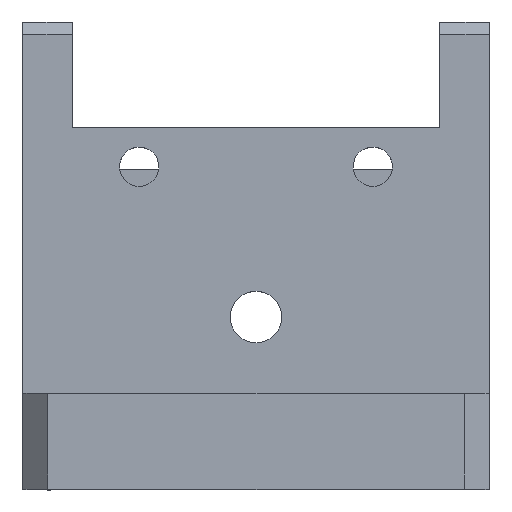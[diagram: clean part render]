
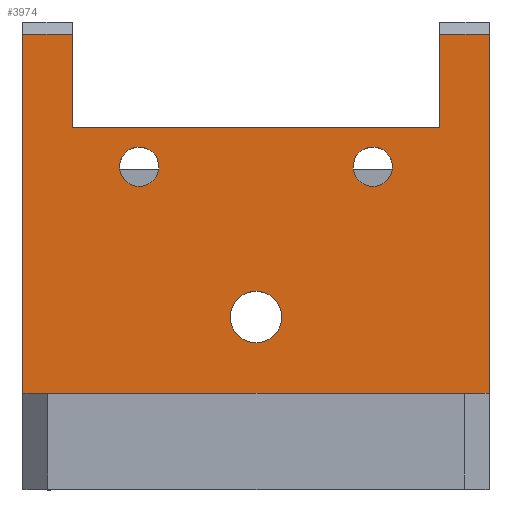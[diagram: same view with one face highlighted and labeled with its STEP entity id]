
A CAD part, top view. The second image highlights one B-rep face of the part: STEP entity #3974.
In plain terms, the highlighted planar face has unit normal (0, 0, 1).
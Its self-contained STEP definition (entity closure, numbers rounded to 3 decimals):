
#211=CIRCLE('',#4229,2.1);
#212=CIRCLE('',#4230,1.6);
#213=CIRCLE('',#4231,1.6);
#435=ORIENTED_EDGE('',*,*,#1609,.T.);
#436=ORIENTED_EDGE('',*,*,#1597,.F.);
#437=ORIENTED_EDGE('',*,*,#1610,.T.);
#438=ORIENTED_EDGE('',*,*,#1611,.T.);
#439=ORIENTED_EDGE('',*,*,#1612,.T.);
#440=ORIENTED_EDGE('',*,*,#1613,.T.);
#441=ORIENTED_EDGE('',*,*,#1614,.T.);
#442=ORIENTED_EDGE('',*,*,#1615,.F.);
#443=ORIENTED_EDGE('',*,*,#1616,.F.);
#444=ORIENTED_EDGE('',*,*,#1617,.F.);
#445=ORIENTED_EDGE('',*,*,#1618,.F.);
#1597=EDGE_CURVE('',#2179,#2180,#2523,.F.);
#1609=EDGE_CURVE('',#2190,#2180,#2535,.T.);
#1610=EDGE_CURVE('',#2179,#2191,#2536,.T.);
#1611=EDGE_CURVE('',#2191,#2192,#2537,.F.);
#1612=EDGE_CURVE('',#2192,#2193,#2538,.T.);
#1613=EDGE_CURVE('',#2193,#2194,#2539,.T.);
#1614=EDGE_CURVE('',#2194,#2195,#2540,.T.);
#1615=EDGE_CURVE('',#2190,#2195,#2541,.T.);
#1616=EDGE_CURVE('',#2196,#2196,#211,.F.);
#1617=EDGE_CURVE('',#2197,#2197,#212,.T.);
#1618=EDGE_CURVE('',#2198,#2198,#213,.T.);
#2179=VERTEX_POINT('',#6173);
#2180=VERTEX_POINT('',#6175);
#2190=VERTEX_POINT('',#6198);
#2191=VERTEX_POINT('',#6200);
#2192=VERTEX_POINT('',#6202);
#2193=VERTEX_POINT('',#6204);
#2194=VERTEX_POINT('',#6206);
#2195=VERTEX_POINT('',#6208);
#2196=VERTEX_POINT('',#6211);
#2197=VERTEX_POINT('',#6213);
#2198=VERTEX_POINT('',#6215);
#2523=LINE('',#6174,#2925);
#2535=LINE('',#6197,#2937);
#2536=LINE('',#6199,#2938);
#2537=LINE('',#6201,#2939);
#2538=LINE('',#6203,#2940);
#2539=LINE('',#6205,#2941);
#2540=LINE('',#6207,#2942);
#2541=LINE('',#6209,#2943);
#2925=VECTOR('',#4675,1000.);
#2937=VECTOR('',#4689,1000.);
#2938=VECTOR('',#4690,1000.);
#2939=VECTOR('',#4691,1000.);
#2940=VECTOR('',#4692,1000.);
#2941=VECTOR('',#4693,1000.);
#2942=VECTOR('',#4694,1000.);
#2943=VECTOR('',#4695,1000.);
#3274=EDGE_LOOP('',(#435,#436,#437,#438,#439,#440,#441,#442));
#3275=EDGE_LOOP('',(#443));
#3276=EDGE_LOOP('',(#444));
#3277=EDGE_LOOP('',(#445));
#3552=FACE_BOUND('',#3274,.T.);
#3553=FACE_BOUND('',#3275,.T.);
#3554=FACE_BOUND('',#3276,.T.);
#3555=FACE_BOUND('',#3277,.T.);
#3810=PLANE('',#4228);
#3974=ADVANCED_FACE('',(#3552,#3553,#3554,#3555),#3810,.F.);
#4228=AXIS2_PLACEMENT_3D('',#6196,#4687,#4688);
#4229=AXIS2_PLACEMENT_3D('',#6210,#4696,#4697);
#4230=AXIS2_PLACEMENT_3D('',#6212,#4698,#4699);
#4231=AXIS2_PLACEMENT_3D('',#6214,#4700,#4701);
#4675=DIRECTION('',(0.,1.,0.));
#4687=DIRECTION('',(0.,0.,-1.));
#4688=DIRECTION('',(0.,1.,0.));
#4689=DIRECTION('',(1.,0.,0.));
#4690=DIRECTION('',(-1.,0.,0.));
#4691=DIRECTION('',(0.,1.,0.));
#4692=DIRECTION('',(-1.,0.,0.));
#4693=DIRECTION('',(0.,1.,0.));
#4694=DIRECTION('',(-1.,0.,0.));
#4695=DIRECTION('',(0.,1.,0.));
#4696=DIRECTION('',(0.,0.,-1.));
#4697=DIRECTION('',(0.,1.,0.));
#4698=DIRECTION('',(0.,0.,1.));
#4699=DIRECTION('',(0.,1.,0.));
#4700=DIRECTION('',(0.,0.,1.));
#4701=DIRECTION('',(0.,1.,0.));
#6173=CARTESIAN_POINT('',(18.95,0.993,17.998));
#6174=CARTESIAN_POINT('',(18.95,-28.2,17.998));
#6175=CARTESIAN_POINT('',(18.95,-28.2,17.998));
#6196=CARTESIAN_POINT('',(-18.95,-28.2,17.998));
#6197=CARTESIAN_POINT('',(-18.95,-28.2,17.998));
#6198=CARTESIAN_POINT('',(-18.95,-28.2,17.998));
#6199=CARTESIAN_POINT('',(-18.95,0.993,17.998));
#6200=CARTESIAN_POINT('',(14.95,0.993,17.998));
#6201=CARTESIAN_POINT('',(14.95,-28.2,17.998));
#6202=CARTESIAN_POINT('',(14.95,-6.55,17.998));
#6203=CARTESIAN_POINT('',(281.06,-6.55,17.998));
#6204=CARTESIAN_POINT('',(-14.95,-6.55,17.998));
#6205=CARTESIAN_POINT('',(-14.95,-28.2,17.998));
#6206=CARTESIAN_POINT('',(-14.95,0.993,17.998));
#6207=CARTESIAN_POINT('',(-18.95,0.993,17.998));
#6208=CARTESIAN_POINT('',(-18.95,0.993,17.998));
#6209=CARTESIAN_POINT('',(-18.95,-28.2,17.998));
#6210=CARTESIAN_POINT('',(0.,-22.,17.998));
#6211=CARTESIAN_POINT('',(0.,-19.9,17.998));
#6212=CARTESIAN_POINT('',(-9.5,-9.775,17.998));
#6213=CARTESIAN_POINT('',(-9.5,-8.175,17.998));
#6214=CARTESIAN_POINT('',(9.5,-9.775,17.998));
#6215=CARTESIAN_POINT('',(9.5,-8.175,17.998));
